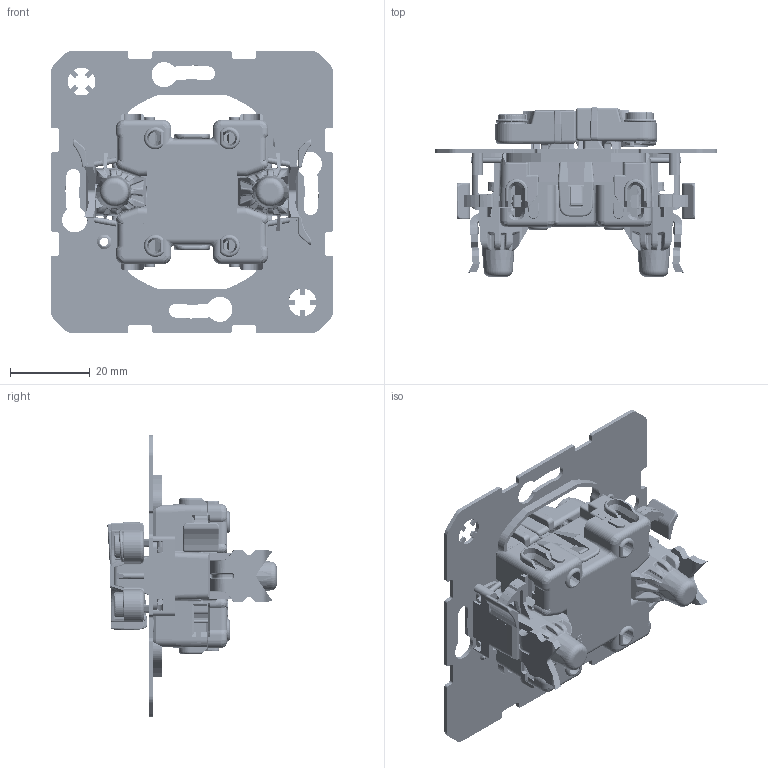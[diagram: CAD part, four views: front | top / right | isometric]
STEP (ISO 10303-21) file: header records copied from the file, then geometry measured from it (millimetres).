
FILE_DESCRIPTION((''),'2;1');
FILE_NAME('WDE35003_ASM','2025-04-10T17:10:37',('bassanm'),(''),'CREO PARAMETRIC BY PTC INC, 2023154','CREO PARAMETRIC BY PTC INC, 2023154','');
FILE_SCHEMA(('CONFIG_CONTROL_DESIGN','SHAPE_APPEARANCE_LAYERS_GROUPS'));
Products named in the file (19): 9001988000; 9202042000; 9003770000; 9003781000; 9003828000; 9005598052; 9005835051; 9005836379; 9005839009; 9003829010_001; 9005839119_ASM; 9005842379; 9005842479_ASM; 9005844379; 9005844479_ASM; 9024408_001; 9023150001; 9023211201_002; WDE35003_ASM
Assembly tree (30 placements, depth 3):
  WDE35003_ASM
    9001988000  x2
    9202042000  x2
    9003770000  x2
    9003781000  x4
    9003828000  x2
    9005598052  x2
    9005835051
    9005836379  x2
    9005839119_ASM
      9005839009
      9003829010_001
    9005842479_ASM
      9005842379
      9003829010_001
    9005844479_ASM
      9005844379
      9003829010_001
    9024408_001  x2
    9023150001
    9023211201_002
Bounding box: 70.85 x 42.44 x 70.85 mm (x, y, z)
Volume: 24175.2 mm3; surface area: 37321.8 mm2
Topology: 36 solids, 36 shells, 7839 faces, 20532 edges, 12824 vertices
Faces by surface type: plane 3651, cylinder 2098, bspline 737, extrusion 660, torus 297, sphere 218, cone 178
Entity records: 266319 total; most frequent: CARTESIAN_POINT 102276, ORIENTED_EDGE 34610, DIRECTION 28530, EDGE_CURVE 17305, VECTOR 11088, VERTEX_POINT 10865, LINE 10539, AXIS2_PLACEMENT_3D 8721
